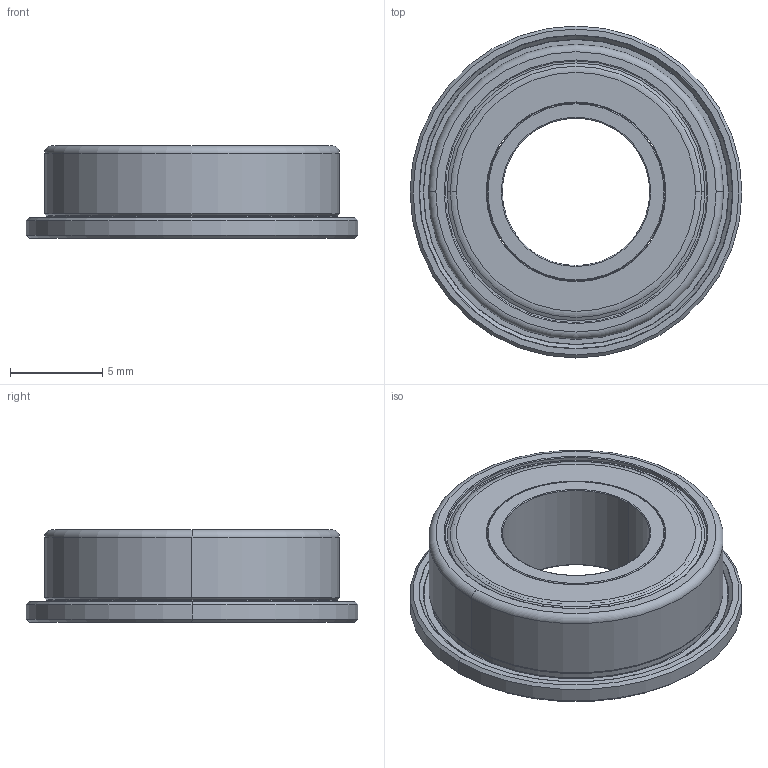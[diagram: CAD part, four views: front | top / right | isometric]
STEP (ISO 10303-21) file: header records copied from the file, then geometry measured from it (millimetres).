
FILE_DESCRIPTION (( 'STEP AP214' ), '1' );
FILE_NAME ('WCP-1508 Rev1.step', '2023-12-22T04:10:18', ( '' ), ( '' ), 'SwSTEP 2.0', 'SolidWorks 2022', '' );
FILE_SCHEMA (( 'AUTOMOTIVE_DESIGN' ));
Length unit declared in the file: millimetre
Products named in the file (1): WCP-1508 Rev1
Bounding box: 18 x 18 x 5 mm (x, y, z)
Volume: 453.2 mm3; surface area: 1511.9 mm2
Topology: 14 solids, 14 shells, 122 faces, 274 edges, 168 vertices
Faces by surface type: torus 34, cylinder 28, cone 24, sphere 20, plane 16
Entity records: 3235 total; most frequent: DIRECTION 642, CARTESIAN_POINT 485, ORIENTED_EDGE 448, AXIS2_PLACEMENT_3D 295, EDGE_CURVE 224, CIRCLE 172, EDGE_LOOP 138, VERTEX_POINT 138
